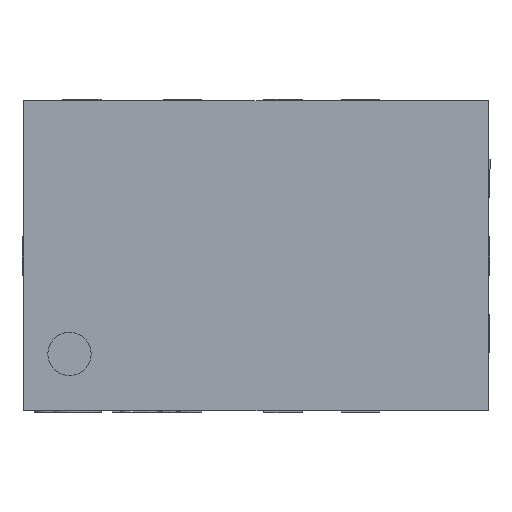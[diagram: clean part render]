
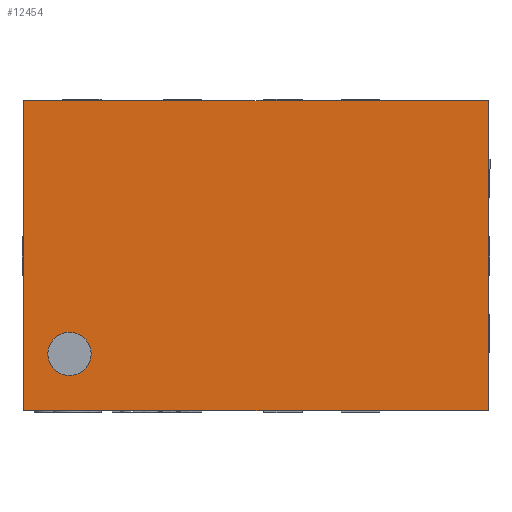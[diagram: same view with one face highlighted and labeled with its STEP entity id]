
A CAD part, top view. The second image highlights one B-rep face of the part: STEP entity #12454.
In plain terms, the highlighted planar face has unit normal (0, 0, 1).
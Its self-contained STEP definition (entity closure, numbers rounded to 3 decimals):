
#75 = CARTESIAN_POINT ( 'NONE',  ( -1.5, 1., 0.85 ) ) ;
#225 = EDGE_LOOP ( 'NONE', ( #525, #16870, #2198, #3721 ) ) ;
#525 = ORIENTED_EDGE ( 'NONE', *, *, #14666, .T. ) ;
#920 = CARTESIAN_POINT ( 'NONE',  ( 1.5, 1., 0.85 ) ) ;
#1245 = DIRECTION ( 'NONE',  ( 0., -1., 0. ) ) ;
#1966 = FACE_OUTER_BOUND ( 'NONE', #225, .T. ) ;
#2198 = ORIENTED_EDGE ( 'NONE', *, *, #9341, .T. ) ;
#2320 = AXIS2_PLACEMENT_3D ( 'NONE', #3389, #11303, #16813 ) ;
#2326 = VECTOR ( 'NONE', #8256, 1000. ) ;
#2399 = CARTESIAN_POINT ( 'NONE',  ( 1.5, 1., 0.85 ) ) ;
#2815 = CARTESIAN_POINT ( 'NONE',  ( 1.5, 1., 0.85 ) ) ;
#3093 = DIRECTION ( 'NONE',  ( 1., 0., 0. ) ) ;
#3298 = FACE_BOUND ( 'NONE', #17524, .T. ) ;
#3389 = CARTESIAN_POINT ( 'NONE',  ( 0., 0., 0.85 ) ) ;
#3427 = CARTESIAN_POINT ( 'NONE',  ( -1.344, -0.633, 0.85 ) ) ;
#3721 = ORIENTED_EDGE ( 'NONE', *, *, #14664, .T. ) ;
#3723 = LINE ( 'NONE', #920, #11960 ) ;
#3727 = VERTEX_POINT ( 'NONE', #9725 ) ;
#4227 = LINE ( 'NONE', #75, #16404 ) ;
#4272 = EDGE_CURVE ( 'NONE', #3727, #17063, #3723, .T. ) ;
#4336 = CARTESIAN_POINT ( 'NONE',  ( -1.204, -0.633, 0.85 ) ) ;
#4787 = CARTESIAN_POINT ( 'NONE',  ( -1.5, 1., 0.85 ) ) ;
#4854 = AXIS2_PLACEMENT_3D ( 'NONE', #4336, #15468, #3093 ) ;
#4949 = EDGE_CURVE ( 'NONE', #17543, #12874, #6444, .T. ) ;
#5552 = CARTESIAN_POINT ( 'NONE',  ( 1.5, -1., 0.85 ) ) ;
#6444 = CIRCLE ( 'NONE', #16532, 0.14 ) ;
#7017 = DIRECTION ( 'NONE',  ( -1., 0., 0. ) ) ;
#7241 = PLANE ( 'NONE',  #2320 ) ;
#7553 = VERTEX_POINT ( 'NONE', #4787 ) ;
#7819 = VECTOR ( 'NONE', #7017, 1000. ) ;
#8256 = DIRECTION ( 'NONE',  ( 1., 0., 0. ) ) ;
#8585 = CARTESIAN_POINT ( 'NONE',  ( -1.204, -0.633, 0.85 ) ) ;
#9341 = EDGE_CURVE ( 'NONE', #17063, #7553, #11063, .T. ) ;
#9725 = CARTESIAN_POINT ( 'NONE',  ( 1.5, -1., 0.85 ) ) ;
#10300 = CIRCLE ( 'NONE', #4854, 0.14 ) ;
#10400 = CARTESIAN_POINT ( 'NONE',  ( -1.064, -0.633, 0.85 ) ) ;
#10586 = VERTEX_POINT ( 'NONE', #11511 ) ;
#11063 = LINE ( 'NONE', #2815, #7819 ) ;
#11303 = DIRECTION ( 'NONE',  ( 0., 0., 1. ) ) ;
#11511 = CARTESIAN_POINT ( 'NONE',  ( -1.5, -1., 0.85 ) ) ;
#11960 = VECTOR ( 'NONE', #17230, 1000. ) ;
#12418 = ORIENTED_EDGE ( 'NONE', *, *, #4949, .F. ) ;
#12454 = ADVANCED_FACE ( 'NONE', ( #3298, #1966 ), #7241, .T. ) ;
#12874 = VERTEX_POINT ( 'NONE', #10400 ) ;
#14105 = DIRECTION ( 'NONE',  ( 0., 0., 1. ) ) ;
#14664 = EDGE_CURVE ( 'NONE', #7553, #10586, #4227, .T. ) ;
#14666 = EDGE_CURVE ( 'NONE', #10586, #3727, #16636, .T. ) ;
#15468 = DIRECTION ( 'NONE',  ( 0., 0., 1. ) ) ;
#15920 = ORIENTED_EDGE ( 'NONE', *, *, #16178, .F. ) ;
#16178 = EDGE_CURVE ( 'NONE', #12874, #17543, #10300, .T. ) ;
#16404 = VECTOR ( 'NONE', #1245, 1000. ) ;
#16532 = AXIS2_PLACEMENT_3D ( 'NONE', #8585, #14105, #16794 ) ;
#16636 = LINE ( 'NONE', #5552, #2326 ) ;
#16794 = DIRECTION ( 'NONE',  ( 1., 0., 0. ) ) ;
#16813 = DIRECTION ( 'NONE',  ( 0., -1., 0. ) ) ;
#16870 = ORIENTED_EDGE ( 'NONE', *, *, #4272, .T. ) ;
#17063 = VERTEX_POINT ( 'NONE', #2399 ) ;
#17230 = DIRECTION ( 'NONE',  ( 0., 1., 0. ) ) ;
#17524 = EDGE_LOOP ( 'NONE', ( #15920, #12418 ) ) ;
#17543 = VERTEX_POINT ( 'NONE', #3427 ) ;
